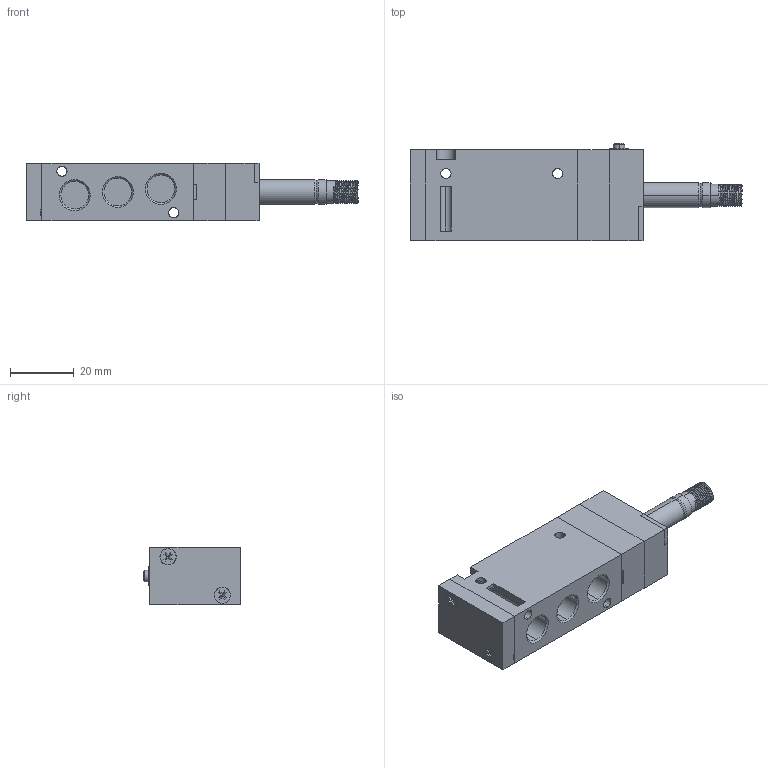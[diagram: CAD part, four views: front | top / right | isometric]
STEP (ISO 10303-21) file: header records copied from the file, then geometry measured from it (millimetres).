
FILE_DESCRIPTION (( 'STEP AP203' ), '1' );
FILE_NAME ('SF2101-IP.STEP', '2016-01-04T11:02:03', ( 'yrd8' ), ( '' ), 'SwSTEP 2.0', 'SolidWorks 2008', '' );
FILE_SCHEMA (( 'CONFIG_CONTROL_DESIGN' ));
Length unit declared in the file: millimetre
Products named in the file (5): SF2101-IP; SF2000 BODY COVER_ル遽; SF2000 BODY_ル遽; SF2000 PILOT_ル遽; SF2000 SEMY_ル遽
Assembly tree (4 placements, depth 2):
  SF2101-IP
    SF2000 BODY COVER_ル遽
    SF2000 SEMY_ル遽
    SF2000 BODY_ル遽
    SF2000 PILOT_ル遽
Bounding box: 104 x 30.5 x 18 mm (x, y, z)
Volume: 33893.7 mm3; surface area: 15701.2 mm2
Topology: 6 solids, 6 shells, 286 faces, 717 edges, 468 vertices
Faces by surface type: plane 175, cylinder 93, cone 16, bspline 2
Entity records: 9986 total; most frequent: CARTESIAN_POINT 2647, ORIENTED_EDGE 1434, DIRECTION 1378, EDGE_CURVE 717, LINE 510, VECTOR 510, VERTEX_POINT 468, AXIS2_PLACEMENT_3D 434
